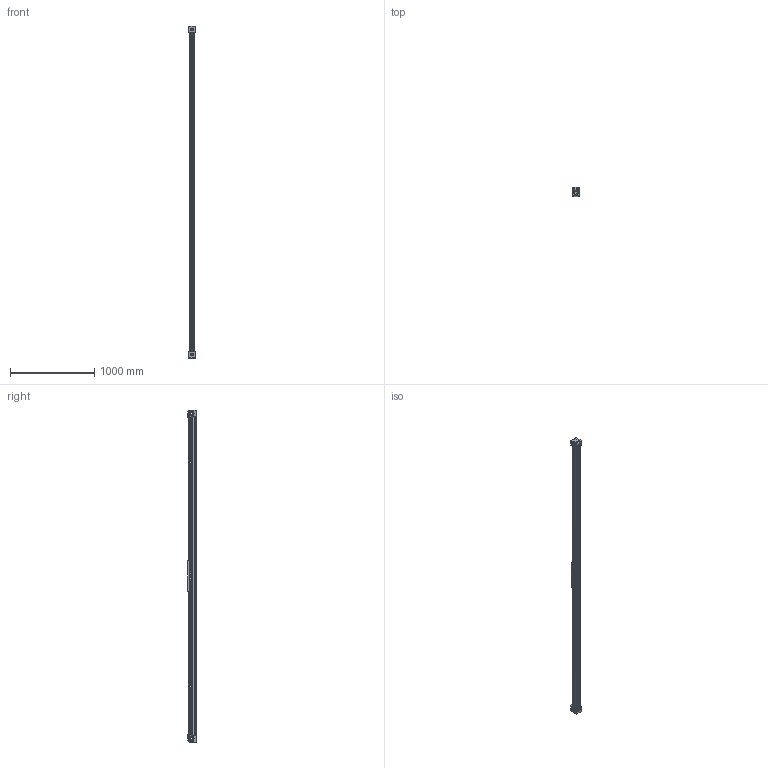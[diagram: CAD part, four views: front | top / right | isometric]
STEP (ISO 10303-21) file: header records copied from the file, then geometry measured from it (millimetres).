
FILE_DESCRIPTION (( 'STEP AP214' ), '1' );
FILE_NAME ('BLM60-3400.STEP', '2023-02-28T09:58:06', ( '' ), ( '' ), 'SwSTEP 2.0', 'SolidWorks 2023', '' );
FILE_SCHEMA (( 'AUTOMOTIVE_DESIGN' ));
Length unit declared in the file: millimetre
Products named in the file (1): BLM60-3400
Bounding box: 80 x 104 x 3936 mm (x, y, z)
Volume: 13703110 mm3; surface area: 2754512.4 mm2
Topology: 118 solids, 118 shells, 7016 faces, 19808 edges, 12996 vertices
Faces by surface type: plane 4006, cylinder 2642, torus 176, sphere 116, cone 52, bspline 24
Entity records: 308322 total; most frequent: CARTESIAN_POINT 44351, DIRECTION 39084, ORIENTED_EDGE 38912, EDGE_CURVE 19456, LINE 13482, VECTOR 13482, VERTEX_POINT 12884, AXIS2_PLACEMENT_3D 12801
